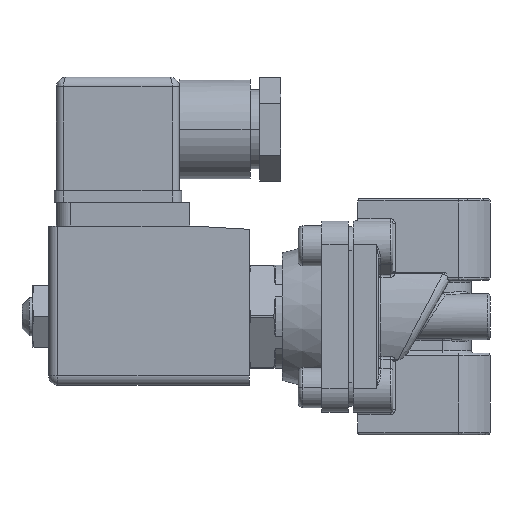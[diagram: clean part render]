
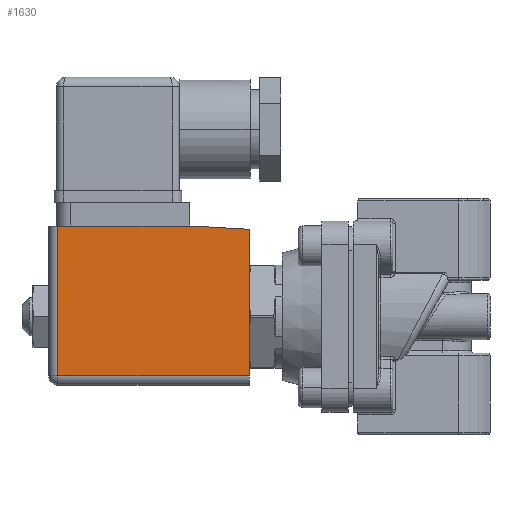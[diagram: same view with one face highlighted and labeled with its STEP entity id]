
A CAD part, left-side view. The second image highlights one B-rep face of the part: STEP entity #1630.
In plain terms, the highlighted face is planar.
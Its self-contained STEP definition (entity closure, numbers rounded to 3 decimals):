
#837 = VERTEX_POINT ( 'NONE', #48635 ) ;
#1630 = ADVANCED_FACE ( 'NONE', ( #46372 ), #7037, .T. ) ;
#2523 = CARTESIAN_POINT ( 'NONE',  ( -0.7, 40.5, 0. ) ) ;
#3120 = VERTEX_POINT ( 'NONE', #11814 ) ;
#3608 = ORIENTED_EDGE ( 'NONE', *, *, #40778, .T. ) ;
#3631 = LINE ( 'NONE', #42432, #32414 ) ;
#4246 = LINE ( 'NONE', #22280, #33033 ) ;
#6836 = CARTESIAN_POINT ( 'NONE',  ( 31., 40.5, 0. ) ) ;
#7037 = PLANE ( 'NONE',  #28004 ) ;
#7210 = CARTESIAN_POINT ( 'NONE',  ( -0.7, 12.3, 0. ) ) ;
#8010 = VERTEX_POINT ( 'NONE', #7210 ) ;
#8720 = DIRECTION ( 'NONE',  ( 0., -1., 0. ) ) ;
#9548 = LINE ( 'NONE', #6836, #48343 ) ;
#10474 = VECTOR ( 'NONE', #15893, 1000. ) ;
#11814 = CARTESIAN_POINT ( 'NONE',  ( 31., 40.5, 0. ) ) ;
#12107 = CARTESIAN_POINT ( 'NONE',  ( 0., 0., 0. ) ) ;
#13069 = LINE ( 'NONE', #18500, #41883 ) ;
#15893 = DIRECTION ( 'NONE',  ( 0.057, -0.998, 0. ) ) ;
#16961 = CARTESIAN_POINT ( 'NONE',  ( 31., 0., 0. ) ) ;
#18090 = LINE ( 'NONE', #12107, #10474 ) ;
#18094 = EDGE_CURVE ( 'NONE', #3120, #18706, #3631, .T. ) ;
#18500 = CARTESIAN_POINT ( 'NONE',  ( 33., 0., 0. ) ) ;
#18706 = VERTEX_POINT ( 'NONE', #16961 ) ;
#21310 = EDGE_CURVE ( 'NONE', #23540, #8010, #4246, .T. ) ;
#21318 = EDGE_CURVE ( 'NONE', #837, #18706, #13069, .T. ) ;
#22158 = CARTESIAN_POINT ( 'NONE',  ( 31., 40.5, 0. ) ) ;
#22280 = CARTESIAN_POINT ( 'NONE',  ( -0.7, 12.3, 0. ) ) ;
#23540 = VERTEX_POINT ( 'NONE', #2523 ) ;
#25427 = ORIENTED_EDGE ( 'NONE', *, *, #48824, .F. ) ;
#25923 = DIRECTION ( 'NONE',  ( -1., 0., 0. ) ) ;
#28004 = AXIS2_PLACEMENT_3D ( 'NONE', #22158, #48445, #25923 ) ;
#32414 = VECTOR ( 'NONE', #8720, 1000. ) ;
#32443 = ORIENTED_EDGE ( 'NONE', *, *, #21318, .F. ) ;
#33029 = ORIENTED_EDGE ( 'NONE', *, *, #18094, .T. ) ;
#33033 = VECTOR ( 'NONE', #44816, 1000. ) ;
#36901 = DIRECTION ( 'NONE',  ( 1., 0., 0. ) ) ;
#38122 = EDGE_LOOP ( 'NONE', ( #3608, #33029, #32443, #25427, #46044 ) ) ;
#40778 = EDGE_CURVE ( 'NONE', #23540, #3120, #9548, .T. ) ;
#41020 = DIRECTION ( 'NONE',  ( 1., 0., 0. ) ) ;
#41883 = VECTOR ( 'NONE', #41020, 1000. ) ;
#42432 = CARTESIAN_POINT ( 'NONE',  ( 31., 0., 0. ) ) ;
#44816 = DIRECTION ( 'NONE',  ( 0., -1., 0. ) ) ;
#46044 = ORIENTED_EDGE ( 'NONE', *, *, #21310, .F. ) ;
#46372 = FACE_OUTER_BOUND ( 'NONE', #38122, .T. ) ;
#48343 = VECTOR ( 'NONE', #36901, 1000. ) ;
#48445 = DIRECTION ( 'NONE',  ( 0., 0., -1. ) ) ;
#48635 = CARTESIAN_POINT ( 'NONE',  ( 0., 0., 0. ) ) ;
#48824 = EDGE_CURVE ( 'NONE', #8010, #837, #18090, .T. ) ;
